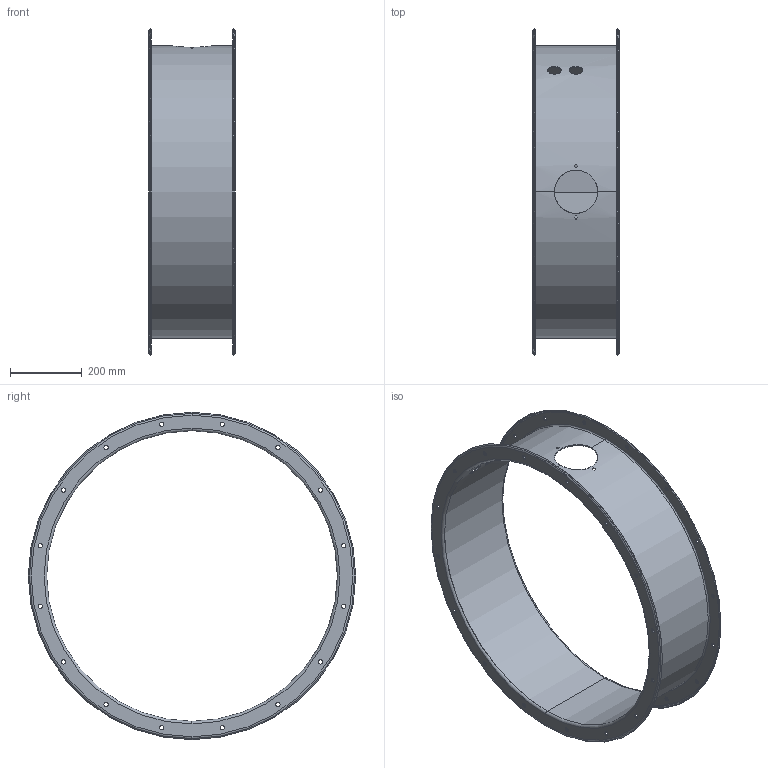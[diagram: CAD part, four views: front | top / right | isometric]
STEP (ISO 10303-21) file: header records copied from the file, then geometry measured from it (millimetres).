
FILE_DESCRIPTION (( 'STEP AP203' ), '1' );
FILE_NAME ('1CC9802_CCPro 80.STEP', '2022-03-01T08:55:32', ( '' ), ( '' ), 'SwSTEP 2.0', 'SolidWorks 2018', '' );
FILE_SCHEMA (( 'CONFIG_CONTROL_DESIGN' ));
Length unit declared in the file: millimetre
Products named in the file (1): 1CC9802_CCPro 80
Bounding box: 240 x 910 x 910 mm (x, y, z)
Volume: 2535665.9 mm3; surface area: 1713574.5 mm2
Topology: 1 solids, 1 shells, 118 faces, 320 edges, 204 vertices
Faces by surface type: cylinder 74, torus 16, plane 16, cone 12
Entity records: 4655 total; most frequent: CARTESIAN_POINT 1357, DIRECTION 714, ORIENTED_EDGE 640, EDGE_CURVE 320, AXIS2_PLACEMENT_3D 303, VERTEX_POINT 204, EDGE_LOOP 194, CIRCLE 184
